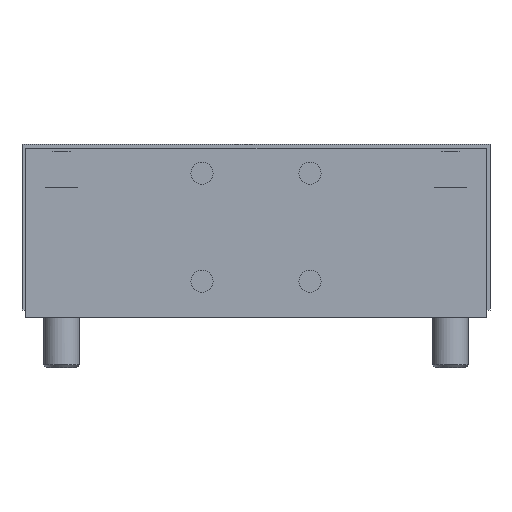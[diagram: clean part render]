
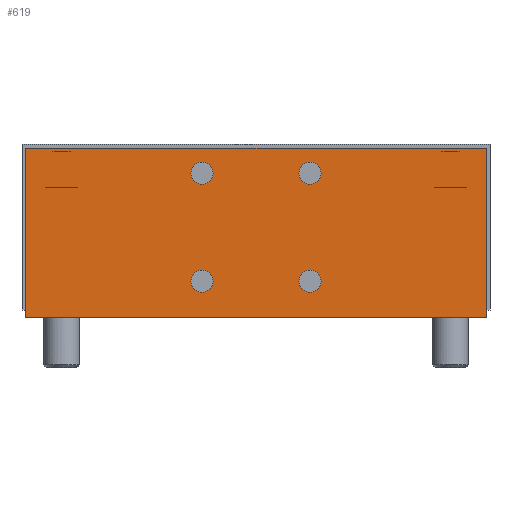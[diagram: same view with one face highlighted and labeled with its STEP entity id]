
A CAD part, left-side view. The second image highlights one B-rep face of the part: STEP entity #619.
In plain terms, the highlighted planar face has unit normal (-1, 0, 0).
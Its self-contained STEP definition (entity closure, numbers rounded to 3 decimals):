
#619 = ADVANCED_FACE( '', ( #1395, #1396, #1397, #1398, #1399 ), #1400, .F. );
#1395 = FACE_BOUND( '', #2170, .T. );
#1396 = FACE_BOUND( '', #2171, .T. );
#1397 = FACE_BOUND( '', #2172, .T. );
#1398 = FACE_BOUND( '', #2173, .T. );
#1399 = FACE_OUTER_BOUND( '', #2174, .T. );
#1400 = PLANE( '', #2175 );
#2170 = EDGE_LOOP( '', ( #3562 ) );
#2171 = EDGE_LOOP( '', ( #3563 ) );
#2172 = EDGE_LOOP( '', ( #3564 ) );
#2173 = EDGE_LOOP( '', ( #3565 ) );
#2174 = EDGE_LOOP( '', ( #3566, #3567, #3568, #3569 ) );
#2175 = AXIS2_PLACEMENT_3D( '', #3570, #3571, #3572 );
#3562 = ORIENTED_EDGE( '', *, *, #4042, .T. );
#3563 = ORIENTED_EDGE( '', *, *, #4012, .T. );
#3564 = ORIENTED_EDGE( '', *, *, #3911, .T. );
#3565 = ORIENTED_EDGE( '', *, *, #4070, .T. );
#3566 = ORIENTED_EDGE( '', *, *, #3724, .F. );
#3567 = ORIENTED_EDGE( '', *, *, #4063, .F. );
#3568 = ORIENTED_EDGE( '', *, *, #3754, .F. );
#3569 = ORIENTED_EDGE( '', *, *, #4022, .F. );
#3570 = CARTESIAN_POINT( '', ( -491., 36., 23. ) );
#3571 = DIRECTION( '', ( 1., 0., 0. ) );
#3572 = DIRECTION( '', ( 0., 1., 0. ) );
#3724 = EDGE_CURVE( '', #4325, #4327, #4328, .T. );
#3754 = EDGE_CURVE( '', #4374, #4376, #4377, .T. );
#3911 = EDGE_CURVE( '', #4619, #4619, #4620, .T. );
#4012 = EDGE_CURVE( '', #4753, #4753, #4754, .T. );
#4022 = EDGE_CURVE( '', #4327, #4374, #4766, .T. );
#4042 = EDGE_CURVE( '', #4791, #4791, #4792, .T. );
#4063 = EDGE_CURVE( '', #4376, #4325, #4814, .T. );
#4070 = EDGE_CURVE( '', #4821, #4821, #4822, .T. );
#4325 = VERTEX_POINT( '', #5180 );
#4327 = VERTEX_POINT( '', #5183 );
#4328 = LINE( '', #5184, #5185 );
#4374 = VERTEX_POINT( '', #5278 );
#4376 = VERTEX_POINT( '', #5281 );
#4377 = LINE( '', #5282, #5283 );
#4619 = VERTEX_POINT( '', #5615 );
#4620 = CIRCLE( '', #5616, 3.1 );
#4753 = VERTEX_POINT( '', #5771 );
#4754 = CIRCLE( '', #5772, 3.1 );
#4766 = LINE( '', #5784, #5785 );
#4791 = VERTEX_POINT( '', #5813 );
#4792 = CIRCLE( '', #5814, 3.1 );
#4814 = LINE( '', #5837, #5838 );
#4821 = VERTEX_POINT( '', #5845 );
#4822 = CIRCLE( '', #5846, 3.1 );
#5180 = CARTESIAN_POINT( '', ( -491., -64., -2. ) );
#5183 = CARTESIAN_POINT( '', ( -491., 64., -2. ) );
#5184 = CARTESIAN_POINT( '', ( -491., -64., -2. ) );
#5185 = VECTOR( '', #6078, 1000. );
#5278 = CARTESIAN_POINT( '', ( -491., 64., 45. ) );
#5281 = CARTESIAN_POINT( '', ( -491., -64., 45. ) );
#5282 = CARTESIAN_POINT( '', ( -491., 64., 45. ) );
#5283 = VECTOR( '', #6112, 1000. );
#5615 = CARTESIAN_POINT( '', ( -491., 18.1, 38. ) );
#5616 = AXIS2_PLACEMENT_3D( '', #6323, #6324, #6325 );
#5771 = CARTESIAN_POINT( '', ( -491., -11.9, 8. ) );
#5772 = AXIS2_PLACEMENT_3D( '', #6432, #6433, #6434 );
#5784 = CARTESIAN_POINT( '', ( -491., 64., -2. ) );
#5785 = VECTOR( '', #6441, 1000. );
#5813 = CARTESIAN_POINT( '', ( -491., 18.1, 8. ) );
#5814 = AXIS2_PLACEMENT_3D( '', #6460, #6461, #6462 );
#5837 = CARTESIAN_POINT( '', ( -491., -64., 45. ) );
#5838 = VECTOR( '', #6467, 1000. );
#5845 = CARTESIAN_POINT( '', ( -491., -11.9, 38. ) );
#5846 = AXIS2_PLACEMENT_3D( '', #6468, #6469, #6470 );
#6078 = DIRECTION( '', ( 0., 1., 0. ) );
#6112 = DIRECTION( '', ( 0., -1., 0. ) );
#6323 = CARTESIAN_POINT( '', ( -491., 15., 38. ) );
#6324 = DIRECTION( '', ( 1., 0., 0. ) );
#6325 = DIRECTION( '', ( 0., 1., 0. ) );
#6432 = CARTESIAN_POINT( '', ( -491., -15., 8. ) );
#6433 = DIRECTION( '', ( 1., 0., 0. ) );
#6434 = DIRECTION( '', ( 0., 1., 0. ) );
#6441 = DIRECTION( '', ( 0., 0., 1. ) );
#6460 = CARTESIAN_POINT( '', ( -491., 15., 8. ) );
#6461 = DIRECTION( '', ( 1., 0., 0. ) );
#6462 = DIRECTION( '', ( 0., 1., 0. ) );
#6467 = DIRECTION( '', ( 0., 0., -1. ) );
#6468 = CARTESIAN_POINT( '', ( -491., -15., 38. ) );
#6469 = DIRECTION( '', ( 1., 0., 0. ) );
#6470 = DIRECTION( '', ( 0., 1., 0. ) );
